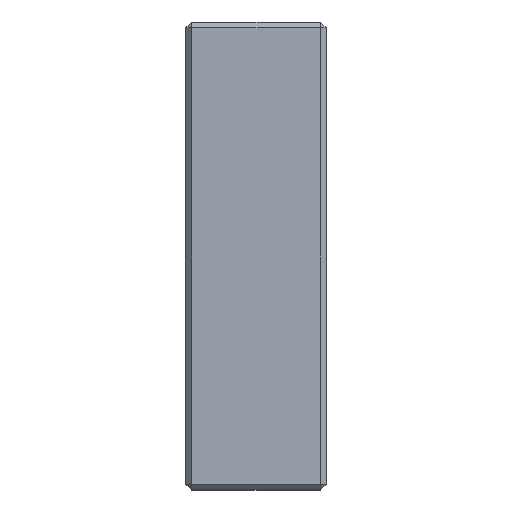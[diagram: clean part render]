
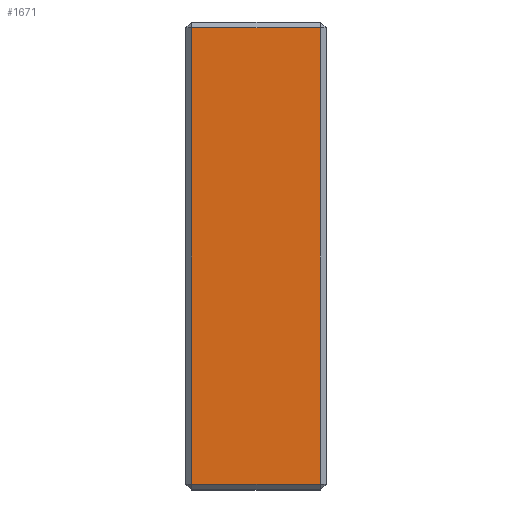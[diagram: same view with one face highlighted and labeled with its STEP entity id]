
A CAD part, left-side view. The second image highlights one B-rep face of the part: STEP entity #1671.
In plain terms, the highlighted planar face has unit normal (-1, 0, 0).
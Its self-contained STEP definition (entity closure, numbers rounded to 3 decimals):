
#44 = CARTESIAN_POINT ( 'NONE',  ( -390., 22., 78. ) ) ;
#54 = VERTEX_POINT ( 'NONE', #2486 ) ;
#194 = EDGE_CURVE ( 'NONE', #1458, #54, #2214, .T. ) ;
#237 = VERTEX_POINT ( 'NONE', #997 ) ;
#286 = DIRECTION ( 'NONE',  ( 0., -1., 0. ) ) ;
#412 = VERTEX_POINT ( 'NONE', #2425 ) ;
#503 = LINE ( 'NONE', #1645, #546 ) ;
#546 = VECTOR ( 'NONE', #2433, 1000. ) ;
#601 = EDGE_CURVE ( 'NONE', #54, #237, #1408, .T. ) ;
#661 = AXIS2_PLACEMENT_3D ( 'NONE', #814, #2773, #2636 ) ;
#768 = EDGE_CURVE ( 'NONE', #237, #412, #503, .T. ) ;
#814 = CARTESIAN_POINT ( 'NONE',  ( -390., 24., 80. ) ) ;
#950 = DIRECTION ( 'NONE',  ( 0., 0., -1. ) ) ;
#997 = CARTESIAN_POINT ( 'NONE',  ( -390., -22., -78. ) ) ;
#1214 = ORIENTED_EDGE ( 'NONE', *, *, #601, .T. ) ;
#1382 = VECTOR ( 'NONE', #950, 1000. ) ;
#1408 = LINE ( 'NONE', #1987, #1418 ) ;
#1418 = VECTOR ( 'NONE', #286, 1000. ) ;
#1458 = VERTEX_POINT ( 'NONE', #44 ) ;
#1645 = CARTESIAN_POINT ( 'NONE',  ( -390., -22., 80. ) ) ;
#1671 = ADVANCED_FACE ( 'NONE', ( #1775 ), #2256, .F. ) ;
#1724 = CARTESIAN_POINT ( 'NONE',  ( -390., 24., 78. ) ) ;
#1775 = FACE_OUTER_BOUND ( 'NONE', #1890, .T. ) ;
#1890 = EDGE_LOOP ( 'NONE', ( #2298, #2201, #1214, #2534 ) ) ;
#1987 = CARTESIAN_POINT ( 'NONE',  ( -390., 24., -78. ) ) ;
#2037 = CARTESIAN_POINT ( 'NONE',  ( -390., 22., -80. ) ) ;
#2063 = DIRECTION ( 'NONE',  ( 0., 1., 0. ) ) ;
#2201 = ORIENTED_EDGE ( 'NONE', *, *, #194, .T. ) ;
#2214 = LINE ( 'NONE', #2037, #1382 ) ;
#2256 = PLANE ( 'NONE',  #661 ) ;
#2298 = ORIENTED_EDGE ( 'NONE', *, *, #2581, .T. ) ;
#2367 = VECTOR ( 'NONE', #2063, 1000. ) ;
#2425 = CARTESIAN_POINT ( 'NONE',  ( -390., -22., 78. ) ) ;
#2433 = DIRECTION ( 'NONE',  ( 0., 0., 1. ) ) ;
#2486 = CARTESIAN_POINT ( 'NONE',  ( -390., 22., -78. ) ) ;
#2534 = ORIENTED_EDGE ( 'NONE', *, *, #768, .T. ) ;
#2577 = LINE ( 'NONE', #1724, #2367 ) ;
#2581 = EDGE_CURVE ( 'NONE', #412, #1458, #2577, .T. ) ;
#2636 = DIRECTION ( 'NONE',  ( 0., 0., -1. ) ) ;
#2773 = DIRECTION ( 'NONE',  ( 1., 0., 0. ) ) ;
